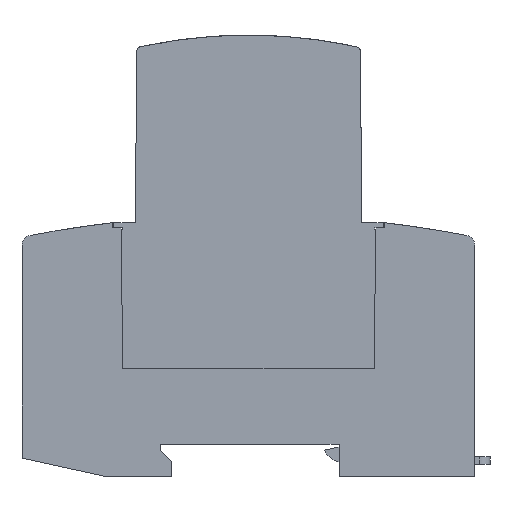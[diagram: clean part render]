
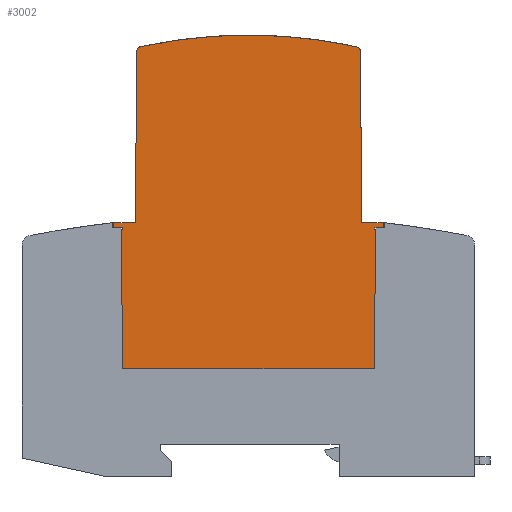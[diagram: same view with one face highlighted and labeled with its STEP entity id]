
A CAD part, left-side view. The second image highlights one B-rep face of the part: STEP entity #3002.
In plain terms, the highlighted planar face has unit normal (-1, 0, 0).
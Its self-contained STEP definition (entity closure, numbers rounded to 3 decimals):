
#3002=ADVANCED_FACE('',(#6111),#6112,.F.);
#6111=FACE_OUTER_BOUND('',#9248,.T.);
#6112=PLANE('',#9249);
#9248=EDGE_LOOP('',(#18471,#18472,#18473,#18474,#18475,#18476,#18477,#18478,#18479,#18480,#18481,#18482,#18483,#18484,#18485,#18486,#18487,#18488,#18489,#18490,#18491));
#9249=AXIS2_PLACEMENT_3D('',#18492,#18493,#18494);
#18471=ORIENTED_EDGE('',*,*,#22471,.F.);
#18472=ORIENTED_EDGE('',*,*,#22435,.F.);
#18473=ORIENTED_EDGE('',*,*,#18840,.F.);
#18474=ORIENTED_EDGE('',*,*,#22440,.F.);
#18475=ORIENTED_EDGE('',*,*,#22400,.T.);
#18476=ORIENTED_EDGE('',*,*,#22444,.F.);
#18477=ORIENTED_EDGE('',*,*,#22447,.T.);
#18478=ORIENTED_EDGE('',*,*,#20819,.F.);
#18479=ORIENTED_EDGE('',*,*,#21674,.T.);
#18480=ORIENTED_EDGE('',*,*,#22451,.F.);
#18481=ORIENTED_EDGE('',*,*,#22477,.F.);
#18482=ORIENTED_EDGE('',*,*,#22478,.F.);
#18483=ORIENTED_EDGE('',*,*,#22479,.F.);
#18484=ORIENTED_EDGE('',*,*,#22480,.F.);
#18485=ORIENTED_EDGE('',*,*,#22481,.F.);
#18486=ORIENTED_EDGE('',*,*,#22455,.F.);
#18487=ORIENTED_EDGE('',*,*,#22459,.T.);
#18488=ORIENTED_EDGE('',*,*,#22482,.F.);
#18489=ORIENTED_EDGE('',*,*,#22464,.T.);
#18490=ORIENTED_EDGE('',*,*,#22468,.F.);
#18491=ORIENTED_EDGE('',*,*,#22405,.T.);
#18492=CARTESIAN_POINT('',(-26.55,45.011,52.739));
#18493=DIRECTION('',(1.0,0.0,0.));
#18494=DIRECTION('',(0.,0.0,-1.0));
#18840=EDGE_CURVE('',#22581,#22583,#22584,.T.);
#20819=EDGE_CURVE('',#25616,#25618,#25619,.T.);
#21674=EDGE_CURVE('',#25616,#26837,#26839,.T.);
#22400=EDGE_CURVE('',#27874,#27872,#27875,.T.);
#22405=EDGE_CURVE('',#27883,#27881,#27884,.T.);
#22435=EDGE_CURVE('',#22583,#27923,#27924,.T.);
#22440=EDGE_CURVE('',#27874,#22581,#27930,.T.);
#22444=EDGE_CURVE('',#27934,#27872,#27936,.T.);
#22447=EDGE_CURVE('',#27934,#25618,#27939,.T.);
#22451=EDGE_CURVE('',#27943,#26837,#27945,.T.);
#22455=EDGE_CURVE('',#27950,#27952,#27953,.T.);
#22459=EDGE_CURVE('',#27950,#27956,#27959,.T.);
#22464=EDGE_CURVE('',#27967,#27965,#27968,.T.);
#22468=EDGE_CURVE('',#27883,#27965,#27972,.T.);
#22471=EDGE_CURVE('',#27923,#27881,#27975,.T.);
#22477=EDGE_CURVE('',#27981,#27943,#27982,.T.);
#22478=EDGE_CURVE('',#27983,#27981,#27984,.T.);
#22479=EDGE_CURVE('',#27985,#27983,#27986,.T.);
#22480=EDGE_CURVE('',#27987,#27985,#27988,.T.);
#22481=EDGE_CURVE('',#27952,#27987,#27989,.T.);
#22482=EDGE_CURVE('',#27967,#27956,#27990,.T.);
#22581=VERTEX_POINT('',#28128);
#22583=VERTEX_POINT('',#28131);
#22584=CIRCLE('',#28132,100.);
#25616=VERTEX_POINT('',#33880);
#25618=VERTEX_POINT('',#33883);
#25619=LINE('',#33884,#33885);
#26837=VERTEX_POINT('',#35868);
#26839=LINE('',#35871,#35872);
#27872=VERTEX_POINT('',#37507);
#27874=VERTEX_POINT('',#37510);
#27875=LINE('',#37511,#37512);
#27881=VERTEX_POINT('',#37520);
#27883=VERTEX_POINT('',#37523);
#27884=LINE('',#37524,#37525);
#27923=VERTEX_POINT('',#37656);
#27924=CIRCLE('',#37657,100.);
#27930=CIRCLE('',#37664,1.);
#27934=VERTEX_POINT('',#37669);
#27936=LINE('',#37672,#37673);
#27939=LINE('',#37677,#37678);
#27943=VERTEX_POINT('',#37683);
#27945=LINE('',#37686,#37687);
#27950=VERTEX_POINT('',#37693);
#27952=VERTEX_POINT('',#37696);
#27953=LINE('',#37697,#37698);
#27956=VERTEX_POINT('',#37702);
#27959=LINE('',#37706,#37707);
#27965=VERTEX_POINT('',#37715);
#27967=VERTEX_POINT('',#37718);
#27968=LINE('',#37719,#37720);
#27972=LINE('',#37726,#37727);
#27975=CIRCLE('',#37730,1.);
#27981=VERTEX_POINT('',#37739);
#27982=LINE('',#37740,#37741);
#27983=VERTEX_POINT('',#37742);
#27984=LINE('',#37743,#37744);
#27985=VERTEX_POINT('',#37745);
#27986=LINE('',#37746,#37747);
#27987=VERTEX_POINT('',#37748);
#27988=LINE('',#37749,#37750);
#27989=LINE('',#37751,#37752);
#27990=LINE('',#37753,#37754);
#28128=CARTESIAN_POINT('',(-26.55,66.401,85.493));
#28131=CARTESIAN_POINT('',(-26.55,45.,87.81));
#28132=AXIS2_PLACEMENT_3D('',#37949,#37950,#37951);
#33880=CARTESIAN_POINT('',(-26.55,70.5,49.5));
#33883=CARTESIAN_POINT('',(-26.55,71.75,49.5));
#33884=CARTESIAN_POINT('',(-26.55,58.131,49.5));
#33885=VECTOR('',#40102,1.0);
#35868=CARTESIAN_POINT('',(-26.55,70.08,49.5));
#35871=CARTESIAN_POINT('',(-26.55,71.75,49.5));
#35872=VECTOR('',#40895,1.0);
#37507=CARTESIAN_POINT('',(-26.55,67.484,50.5));
#37510=CARTESIAN_POINT('',(-26.55,67.187,84.525));
#37511=CARTESIAN_POINT('',(-26.55,67.187,84.525));
#37512=VECTOR('',#41580,1.0);
#37520=CARTESIAN_POINT('',(-26.55,22.767,84.515));
#37523=CARTESIAN_POINT('',(-26.55,22.47,50.5));
#37524=CARTESIAN_POINT('',(-26.55,22.47,50.5));
#37525=VECTOR('',#41584,1.);
#37656=CARTESIAN_POINT('',(-26.55,23.552,85.483));
#37657=AXIS2_PLACEMENT_3D('',#41604,#41605,#41606);
#37664=AXIS2_PLACEMENT_3D('',#41614,#41615,#41616);
#37669=CARTESIAN_POINT('',(-26.55,71.75,50.5));
#37672=CARTESIAN_POINT('',(-26.55,71.75,50.5));
#37673=VECTOR('',#41619,1.0);
#37677=CARTESIAN_POINT('',(-26.55,71.75,50.5));
#37678=VECTOR('',#41621,1.0);
#37683=CARTESIAN_POINT('',(-26.55,70.077,49.077));
#37686=CARTESIAN_POINT('',(-26.55,70.077,49.077));
#37687=VECTOR('',#41624,1.);
#37693=CARTESIAN_POINT('',(-26.55,19.873,49.5));
#37696=CARTESIAN_POINT('',(-26.55,19.877,49.123));
#37697=CARTESIAN_POINT('',(-26.55,19.873,49.5));
#37698=VECTOR('',#41627,1.);
#37702=CARTESIAN_POINT('',(-26.55,19.5,49.5));
#37706=CARTESIAN_POINT('',(-26.55,19.873,49.5));
#37707=VECTOR('',#41630,1.0);
#37715=CARTESIAN_POINT('',(-26.55,18.25,50.5));
#37718=CARTESIAN_POINT('',(-26.55,18.25,49.5));
#37719=CARTESIAN_POINT('',(-26.55,18.25,49.5));
#37720=VECTOR('',#41634,1.0);
#37726=CARTESIAN_POINT('',(-26.55,22.47,50.5));
#37727=VECTOR('',#41637,1.0);
#37730=AXIS2_PLACEMENT_3D('',#41641,#41642,#41643);
#37739=CARTESIAN_POINT('',(-26.55,70.26,49.26));
#37740=CARTESIAN_POINT('',(-26.55,70.26,49.26));
#37741=VECTOR('',#41647,1.0);
#37742=CARTESIAN_POINT('',(-26.55,70.018,21.5));
#37743=CARTESIAN_POINT('',(-26.55,70.214,43.949));
#37744=VECTOR('',#41648,1.0);
#37745=CARTESIAN_POINT('',(-26.55,19.982,21.5));
#37746=CARTESIAN_POINT('',(-26.55,45.006,21.5));
#37747=VECTOR('',#41649,1.0);
#37748=CARTESIAN_POINT('',(-26.55,19.74,49.26));
#37749=CARTESIAN_POINT('',(-26.55,19.786,43.949));
#37750=VECTOR('',#41650,1.0);
#37751=CARTESIAN_POINT('',(-26.55,19.877,49.123));
#37752=VECTOR('',#41651,1.0);
#37753=CARTESIAN_POINT('',(-26.55,31.881,49.5));
#37754=VECTOR('',#41652,1.0);
#37949=CARTESIAN_POINT('',(-26.55,45.,-12.19));
#37950=DIRECTION('',(1.0,0.0,0.));
#37951=DIRECTION('',(0.,0.0,-1.0));
#40102=DIRECTION('',(0.0,1.0,0.0));
#40895=DIRECTION('',(0.0,-1.0,0.0));
#41580=DIRECTION('',(0.,0.009,-1.));
#41584=DIRECTION('',(0.,0.009,1.));
#41604=CARTESIAN_POINT('',(-26.55,45.,-12.19));
#41605=DIRECTION('',(1.0,0.0,0.));
#41606=DIRECTION('',(0.,0.0,-1.0));
#41614=CARTESIAN_POINT('',(-26.55,66.187,84.516));
#41615=DIRECTION('',(1.0,0.0,0.));
#41616=DIRECTION('',(0.,0.0,-1.0));
#41619=DIRECTION('',(0.0,-1.0,0.0));
#41621=DIRECTION('',(0.,0.0,-1.0));
#41624=DIRECTION('',(0.,0.009,1.));
#41627=DIRECTION('',(0.,0.009,-1.));
#41630=DIRECTION('',(0.0,-1.0,0.0));
#41634=DIRECTION('',(0.,0.0,1.0));
#41637=DIRECTION('',(0.0,-1.0,0.0));
#41641=CARTESIAN_POINT('',(-26.55,23.767,84.506));
#41642=DIRECTION('',(1.0,0.0,0.));
#41643=DIRECTION('',(0.,0.0,-1.0));
#41647=DIRECTION('',(0.,-0.707,-0.707));
#41648=DIRECTION('',(0.,0.009,1.));
#41649=DIRECTION('',(0.0,1.0,0.0));
#41650=DIRECTION('',(0.,0.009,-1.));
#41651=DIRECTION('',(0.,-0.707,0.707));
#41652=DIRECTION('',(0.0,1.0,0.0));
